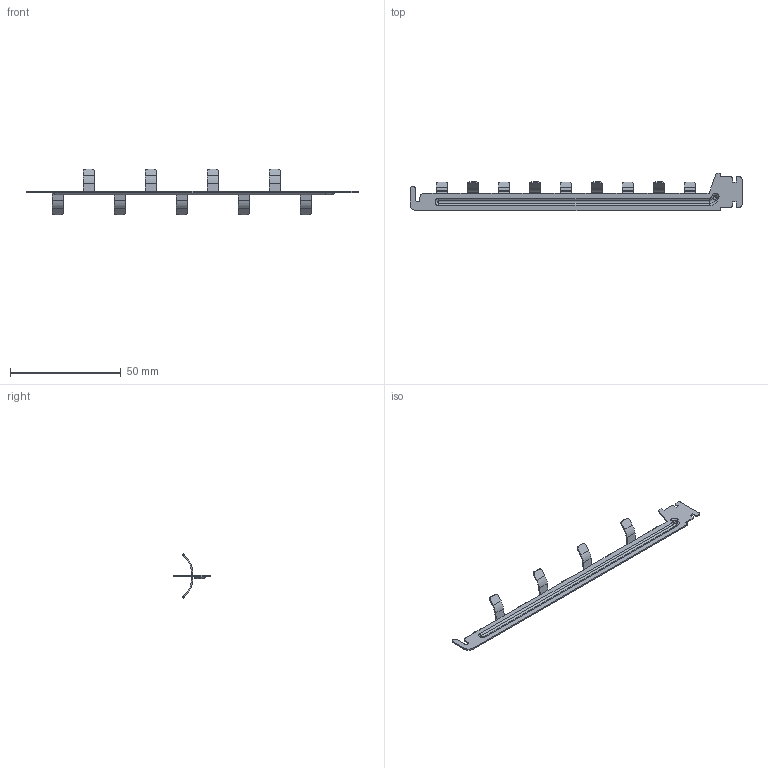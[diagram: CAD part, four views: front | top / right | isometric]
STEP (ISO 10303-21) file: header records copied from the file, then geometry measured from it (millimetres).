
FILE_DESCRIPTION((''),'2;1');
FILE_NAME('MANIFOLD_SOLID_BREP_510427','2018-12-05T',('tkl'),(''),'PRO/ENGINEER BY PARAMETRIC TECHNOLOGY CORPORATION, 2015070','PRO/ENGINEER BY PARAMETRIC TECHNOLOGY CORPORATION, 2015070','');
FILE_SCHEMA(('CONFIG_CONTROL_DESIGN'));
Length unit declared in the file: millimetre
Products named in the file (1): MANIFOLD_SOLID_BREP_510427
Bounding box: 150 x 17 x 20.6 mm (x, y, z)
Volume: 1144.5 mm3; surface area: 4113.5 mm2
Topology: 1 solids, 1 shells, 173 faces, 473 edges, 300 vertices
Faces by surface type: plane 95, cylinder 67, torus 6, bspline 3, sphere 2
Entity records: 5531 total; most frequent: CARTESIAN_POINT 1018, DIRECTION 961, ORIENTED_EDGE 938, EDGE_CURVE 469, AXIS2_PLACEMENT_3D 324, VECTOR 313, LINE 313, VERTEX_POINT 300
